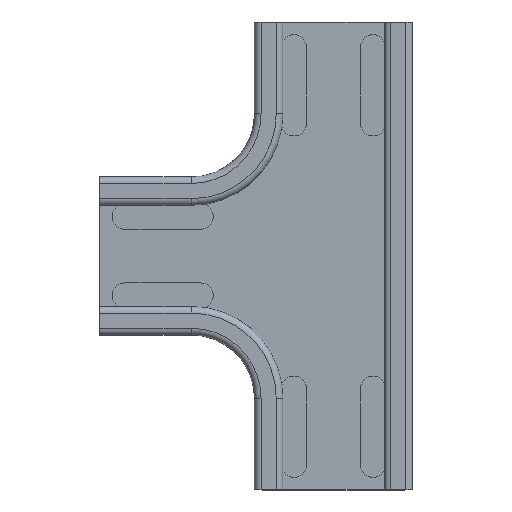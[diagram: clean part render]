
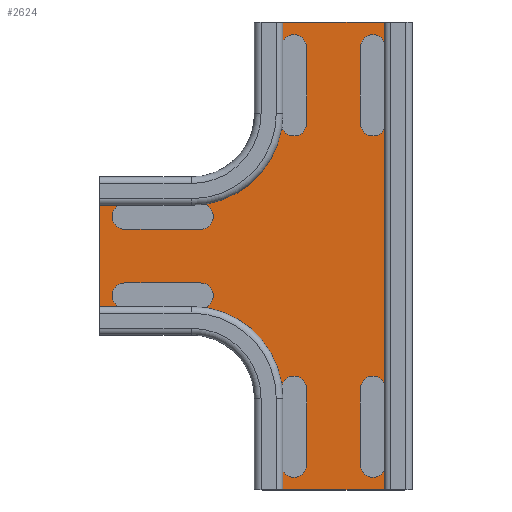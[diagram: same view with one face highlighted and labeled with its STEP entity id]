
A CAD part, top view. The second image highlights one B-rep face of the part: STEP entity #2624.
In plain terms, the highlighted planar face has unit normal (0, 0, 1).
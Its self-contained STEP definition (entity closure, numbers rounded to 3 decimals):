
#172=FACE_OUTER_BOUND('',#328,.T.);
#328=EDGE_LOOP('',(#1900,#1901,#1902,#1903,#1904,#1905,#1906,#1907,#1908,
#1909));
#498=CIRCLE('',#2819,22.6);
#499=CIRCLE('',#2820,22.6);
#650=LINE('',#4020,#872);
#700=LINE('',#4190,#922);
#701=LINE('',#4194,#923);
#702=LINE('',#4198,#924);
#703=LINE('',#4200,#925);
#704=LINE('',#4202,#926);
#705=LINE('',#4206,#927);
#706=LINE('',#4207,#928);
#872=VECTOR('',#3108,1.);
#922=VECTOR('',#3270,1.);
#923=VECTOR('',#3275,1.);
#924=VECTOR('',#3278,1.);
#925=VECTOR('',#3279,1.);
#926=VECTOR('',#3280,1.);
#927=VECTOR('',#3283,1.);
#928=VECTOR('',#3284,1.);
#1094=VERTEX_POINT('',#4018);
#1095=VERTEX_POINT('',#4019);
#1159=VERTEX_POINT('',#4189);
#1160=VERTEX_POINT('',#4193);
#1161=VERTEX_POINT('',#4195);
#1162=VERTEX_POINT('',#4197);
#1163=VERTEX_POINT('',#4199);
#1164=VERTEX_POINT('',#4201);
#1165=VERTEX_POINT('',#4203);
#1166=VERTEX_POINT('',#4205);
#1362=EDGE_CURVE('',#1094,#1095,#650,.T.);
#1447=EDGE_CURVE('',#1094,#1159,#700,.T.);
#1449=EDGE_CURVE('',#1095,#1160,#701,.T.);
#1450=EDGE_CURVE('',#1161,#1160,#498,.T.);
#1451=EDGE_CURVE('',#1161,#1162,#702,.T.);
#1452=EDGE_CURVE('',#1162,#1163,#703,.T.);
#1453=EDGE_CURVE('',#1164,#1163,#704,.T.);
#1454=EDGE_CURVE('',#1164,#1165,#499,.T.);
#1455=EDGE_CURVE('',#1166,#1165,#705,.T.);
#1456=EDGE_CURVE('',#1166,#1159,#706,.T.);
#1900=ORIENTED_EDGE('',*,*,#1362,.T.);
#1901=ORIENTED_EDGE('',*,*,#1449,.T.);
#1902=ORIENTED_EDGE('',*,*,#1450,.F.);
#1903=ORIENTED_EDGE('',*,*,#1451,.T.);
#1904=ORIENTED_EDGE('',*,*,#1452,.T.);
#1905=ORIENTED_EDGE('',*,*,#1453,.F.);
#1906=ORIENTED_EDGE('',*,*,#1454,.T.);
#1907=ORIENTED_EDGE('',*,*,#1455,.F.);
#1908=ORIENTED_EDGE('',*,*,#1456,.T.);
#1909=ORIENTED_EDGE('',*,*,#1447,.F.);
#2554=PLANE('',#2818);
#2624=ADVANCED_FACE('',(#172),#2554,.T.);
#2818=AXIS2_PLACEMENT_3D('',#4192,#3273,#3274);
#2819=AXIS2_PLACEMENT_3D('',#4196,#3276,#3277);
#2820=AXIS2_PLACEMENT_3D('',#4204,#3281,#3282);
#3108=DIRECTION('',(-1.,0.,0.));
#3270=DIRECTION('',(0.,-1.,0.));
#3273=DIRECTION('center_axis',(0.,0.,
1.));
#3274=DIRECTION('ref_axis',(-1.,0.,0.));
#3275=DIRECTION('',(0.,-1.,0.));
#3276=DIRECTION('center_axis',(0.,0.,1.));
#3277=DIRECTION('ref_axis',(0.,-1.,0.));
#3278=DIRECTION('',(-1.,0.,0.));
#3279=DIRECTION('',(0.,-1.,0.));
#3280=DIRECTION('',(-1.,0.,0.));
#3281=DIRECTION('center_axis',(0.,0.,-1.));
#3282=DIRECTION('ref_axis',(0.,1.,0.));
#3283=DIRECTION('',(0.,1.,0.));
#3284=DIRECTION('',(1.,0.,0.));
#4018=CARTESIAN_POINT('',(110.113,105.606,1.1));
#4019=CARTESIAN_POINT('',(65.313,105.606,1.1));
#4020=CARTESIAN_POINT('',(98.913,105.606,1.1));
#4189=CARTESIAN_POINT('',(110.113,-42.394,1.1));
#4190=CARTESIAN_POINT('',(110.113,106.606,1.1));
#4192=CARTESIAN_POINT('Origin',(110.113,106.606,1.1));
#4193=CARTESIAN_POINT('',(65.313,76.606,1.1));
#4194=CARTESIAN_POINT('',(65.313,106.606,1.1));
#4195=CARTESIAN_POINT('',(42.713,54.006,1.1));
#4196=CARTESIAN_POINT('Origin',(42.713,76.606,1.1));
#4197=CARTESIAN_POINT('',(13.713,54.006,1.1));
#4198=CARTESIAN_POINT('',(42.713,54.006,1.1));
#4199=CARTESIAN_POINT('',(13.713,9.206,1.1));
#4200=CARTESIAN_POINT('',(13.713,69.106,1.1));
#4201=CARTESIAN_POINT('',(42.713,9.206,1.1));
#4202=CARTESIAN_POINT('',(42.713,9.206,1.1));
#4203=CARTESIAN_POINT('',(65.313,-13.394,1.1));
#4204=CARTESIAN_POINT('Origin',(42.713,-13.394,1.1));
#4205=CARTESIAN_POINT('',(65.313,-42.394,1.1));
#4206=CARTESIAN_POINT('',(65.313,-43.394,1.1));
#4207=CARTESIAN_POINT('',(98.913,-42.394,1.1));
